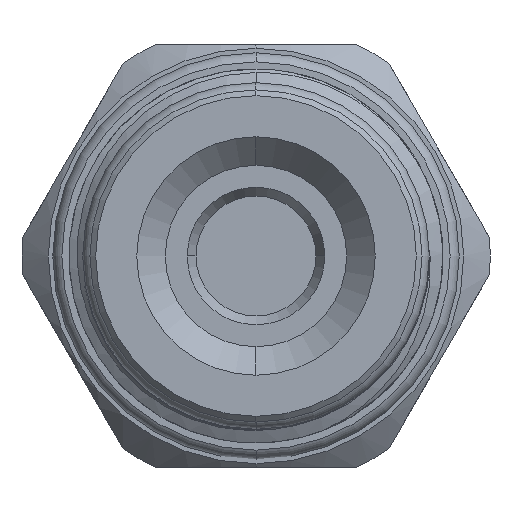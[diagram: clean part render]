
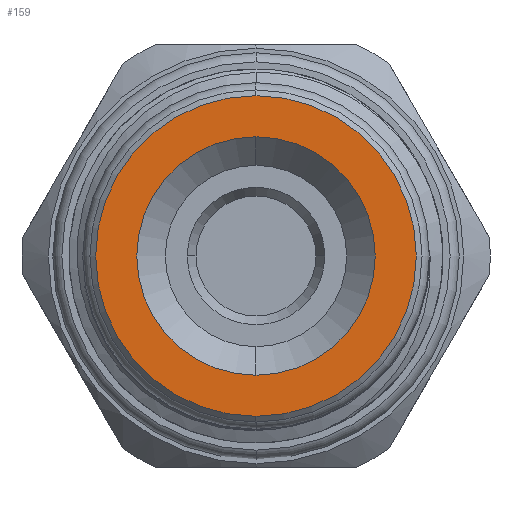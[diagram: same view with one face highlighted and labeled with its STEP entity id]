
A CAD part, left-side view. The second image highlights one B-rep face of the part: STEP entity #159.
In plain terms, the highlighted planar face has unit normal (-1, 0, 0).
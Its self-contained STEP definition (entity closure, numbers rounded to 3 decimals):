
#159 = ADVANCED_FACE ( 'NONE', ( #1914, #1502 ), #302, .T. ) ;
#262 = DIRECTION ( 'NONE',  ( 1., 0., 0. ) ) ;
#302 = PLANE ( 'NONE',  #7222 ) ;
#415 = AXIS2_PLACEMENT_3D ( 'NONE', #909, #6084, #732 ) ;
#732 = DIRECTION ( 'NONE',  ( 0., 0., 1. ) ) ;
#909 = CARTESIAN_POINT ( 'NONE',  ( -17.36, 0., 0. ) ) ;
#1214 = AXIS2_PLACEMENT_3D ( 'NONE', #11886, #262, #14822 ) ;
#1502 = FACE_BOUND ( 'NONE', #13882, .T. ) ;
#1748 = DIRECTION ( 'NONE',  ( -1., 0., 0. ) ) ;
#1914 = FACE_OUTER_BOUND ( 'NONE', #14518, .T. ) ;
#2115 = EDGE_CURVE ( 'NONE', #2473, #5801, #3917, .T. ) ;
#2473 = VERTEX_POINT ( 'NONE', #10171 ) ;
#2832 = CARTESIAN_POINT ( 'NONE',  ( -17.36, 0., 0. ) ) ;
#2907 = CARTESIAN_POINT ( 'NONE',  ( -17.36, 0., 0. ) ) ;
#3004 = DIRECTION ( 'NONE',  ( -1., 0., 0. ) ) ;
#3103 = DIRECTION ( 'NONE',  ( 0., 0., 1. ) ) ;
#3145 = CIRCLE ( 'NONE', #5368, 8.425 ) ;
#3183 = VERTEX_POINT ( 'NONE', #4132 ) ;
#3917 = CIRCLE ( 'NONE', #1214, 6.265 ) ;
#4132 = CARTESIAN_POINT ( 'NONE',  ( -17.36, 0., -8.425 ) ) ;
#4492 = CARTESIAN_POINT ( 'NONE',  ( -17.36, 0., 8.425 ) ) ;
#5091 = ORIENTED_EDGE ( 'NONE', *, *, #13649, .T. ) ;
#5368 = AXIS2_PLACEMENT_3D ( 'NONE', #2907, #10905, #5729 ) ;
#5527 = VERTEX_POINT ( 'NONE', #4492 ) ;
#5570 = EDGE_CURVE ( 'NONE', #5527, #3183, #3145, .T. ) ;
#5729 = DIRECTION ( 'NONE',  ( 0., 0., 1. ) ) ;
#5801 = VERTEX_POINT ( 'NONE', #16301 ) ;
#6084 = DIRECTION ( 'NONE',  ( 1., 0., 0. ) ) ;
#7222 = AXIS2_PLACEMENT_3D ( 'NONE', #9639, #1748, #3103 ) ;
#7279 = ORIENTED_EDGE ( 'NONE', *, *, #2115, .T. ) ;
#8136 = ORIENTED_EDGE ( 'NONE', *, *, #5570, .T. ) ;
#9639 = CARTESIAN_POINT ( 'NONE',  ( -17.36, 0., 0. ) ) ;
#10171 = CARTESIAN_POINT ( 'NONE',  ( -17.36, 0., -6.265 ) ) ;
#10905 = DIRECTION ( 'NONE',  ( -1., 0., 0. ) ) ;
#11886 = CARTESIAN_POINT ( 'NONE',  ( -17.36, 0., 0. ) ) ;
#12243 = DIRECTION ( 'NONE',  ( 0., 0., 1. ) ) ;
#13167 = ORIENTED_EDGE ( 'NONE', *, *, #14168, .T. ) ;
#13210 = AXIS2_PLACEMENT_3D ( 'NONE', #2832, #3004, #12243 ) ;
#13649 = EDGE_CURVE ( 'NONE', #3183, #5527, #16748, .T. ) ;
#13882 = EDGE_LOOP ( 'NONE', ( #13167, #7279 ) ) ;
#14168 = EDGE_CURVE ( 'NONE', #5801, #2473, #15045, .T. ) ;
#14518 = EDGE_LOOP ( 'NONE', ( #5091, #8136 ) ) ;
#14822 = DIRECTION ( 'NONE',  ( 0., 0., 1. ) ) ;
#15045 = CIRCLE ( 'NONE', #415, 6.265 ) ;
#16301 = CARTESIAN_POINT ( 'NONE',  ( -17.36, 0., 6.265 ) ) ;
#16748 = CIRCLE ( 'NONE', #13210, 8.425 ) ;
